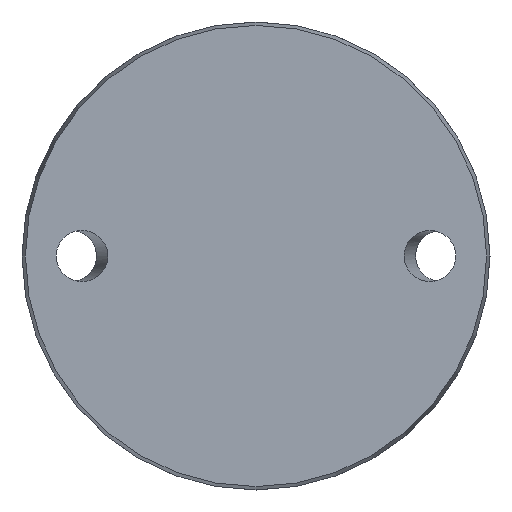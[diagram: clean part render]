
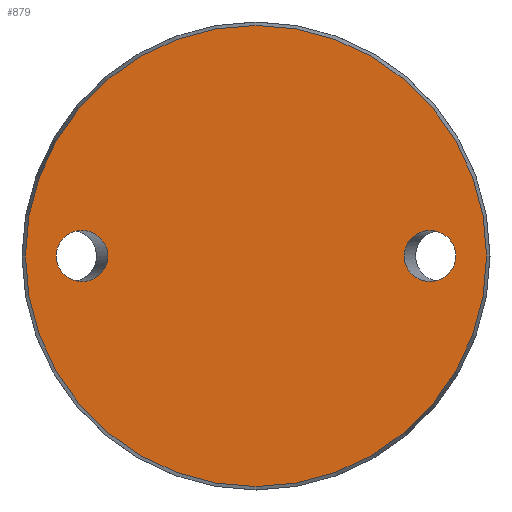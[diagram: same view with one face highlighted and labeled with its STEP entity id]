
A CAD part, front view. The second image highlights one B-rep face of the part: STEP entity #879.
In plain terms, the highlighted planar face has unit normal (0, -1, 0).
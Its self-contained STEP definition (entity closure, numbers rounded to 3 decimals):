
#35 = CARTESIAN_POINT ( 'NONE',  ( 24.691, 0., -8.5 ) ) ;
#48 = DIRECTION ( 'NONE',  ( 0., -1., 0. ) ) ;
#51 = EDGE_LOOP ( 'NONE', ( #303 ) ) ;
#52 = CARTESIAN_POINT ( 'NONE',  ( -33.309, 0., 0. ) ) ;
#67 = ORIENTED_EDGE ( 'NONE', *, *, #711, .F. ) ;
#69 = CARTESIAN_POINT ( 'NONE',  ( -38.425, 0., 0. ) ) ;
#73 = CIRCLE ( 'NONE', #925, 38.425 ) ;
#87 = CARTESIAN_POINT ( 'NONE',  ( 24.691, 0., 8.5 ) ) ;
#119 =( BOUNDED_CURVE ( )  B_SPLINE_CURVE ( 3, ( #52, #430, #939, #278, #654, #944, #872 ),
 .UNSPECIFIED., .T., .T. ) 
 B_SPLINE_CURVE_WITH_KNOTS ( ( 4, 3, 4 ),
 ( 0., 3.142, 6.283 ),
 .UNSPECIFIED. ) 
 CURVE ( )  GEOMETRIC_REPRESENTATION_ITEM ( )  RATIONAL_B_SPLINE_CURVE ( ( 1., 0.333, 0.333, 1., 0.333, 0.333, 1. ) ) 
 REPRESENTATION_ITEM ( '' )  );
#147 = FACE_OUTER_BOUND ( 'NONE', #922, .T. ) ;
#161 = CARTESIAN_POINT ( 'NONE',  ( 33.309, 0., 8.5 ) ) ;
#200 = DIRECTION ( 'NONE',  ( 0., 0., -1. ) ) ;
#214 = DIRECTION ( 'NONE',  ( 0., 1., 0. ) ) ;
#239 = CARTESIAN_POINT ( 'NONE',  ( 24.691, 0., 0. ) ) ;
#278 = CARTESIAN_POINT ( 'NONE',  ( -24.691, 0., 0. ) ) ;
#303 = ORIENTED_EDGE ( 'NONE', *, *, #873, .T. ) ;
#316 = VERTEX_POINT ( 'NONE', #461 ) ;
#331 = CARTESIAN_POINT ( 'NONE',  ( -33.309, 0., 0. ) ) ;
#430 = CARTESIAN_POINT ( 'NONE',  ( -33.309, 0., 8.5 ) ) ;
#443 = DIRECTION ( 'NONE',  ( 0., 0., 1. ) ) ;
#454 = VERTEX_POINT ( 'NONE', #748 ) ;
#461 = CARTESIAN_POINT ( 'NONE',  ( 0., 0., -38.425 ) ) ;
#514 = PLANE ( 'NONE',  #799 ) ;
#517 =( BOUNDED_CURVE ( )  B_SPLINE_CURVE ( 3, ( #621, #35, #631, #920, #161, #87, #239 ),
 .UNSPECIFIED., .T., .T. ) 
 B_SPLINE_CURVE_WITH_KNOTS ( ( 4, 3, 4 ),
 ( 0., 3.142, 6.283 ),
 .UNSPECIFIED. ) 
 CURVE ( )  GEOMETRIC_REPRESENTATION_ITEM ( )  RATIONAL_B_SPLINE_CURVE ( ( 1., 0.333, 0.333, 1., 0.333, 0.333, 1. ) ) 
 REPRESENTATION_ITEM ( '' )  );
#578 = FACE_BOUND ( 'NONE', #51, .T. ) ;
#621 = CARTESIAN_POINT ( 'NONE',  ( 24.691, 0., 0. ) ) ;
#631 = CARTESIAN_POINT ( 'NONE',  ( 33.309, 0., -8.5 ) ) ;
#649 = CARTESIAN_POINT ( 'NONE',  ( 0., 0., 0. ) ) ;
#654 = CARTESIAN_POINT ( 'NONE',  ( -24.691, 0., -8.5 ) ) ;
#666 = FACE_BOUND ( 'NONE', #954, .T. ) ;
#711 = EDGE_CURVE ( 'NONE', #454, #454, #517, .T. ) ;
#724 = ORIENTED_EDGE ( 'NONE', *, *, #845, .T. ) ;
#748 = CARTESIAN_POINT ( 'NONE',  ( 24.691, 0., 0. ) ) ;
#799 = AXIS2_PLACEMENT_3D ( 'NONE', #69, #214, #443 ) ;
#845 = EDGE_CURVE ( 'NONE', #316, #316, #73, .T. ) ;
#872 = CARTESIAN_POINT ( 'NONE',  ( -33.309, 0., 0. ) ) ;
#873 = EDGE_CURVE ( 'NONE', #896, #896, #119, .T. ) ;
#879 = ADVANCED_FACE ( 'NONE', ( #578, #666, #147 ), #514, .F. ) ;
#896 = VERTEX_POINT ( 'NONE', #331 ) ;
#920 = CARTESIAN_POINT ( 'NONE',  ( 33.309, 0., 0. ) ) ;
#922 = EDGE_LOOP ( 'NONE', ( #724 ) ) ;
#925 = AXIS2_PLACEMENT_3D ( 'NONE', #649, #48, #200 ) ;
#939 = CARTESIAN_POINT ( 'NONE',  ( -24.691, 0., 8.5 ) ) ;
#944 = CARTESIAN_POINT ( 'NONE',  ( -33.309, 0., -8.5 ) ) ;
#954 = EDGE_LOOP ( 'NONE', ( #67 ) ) ;
